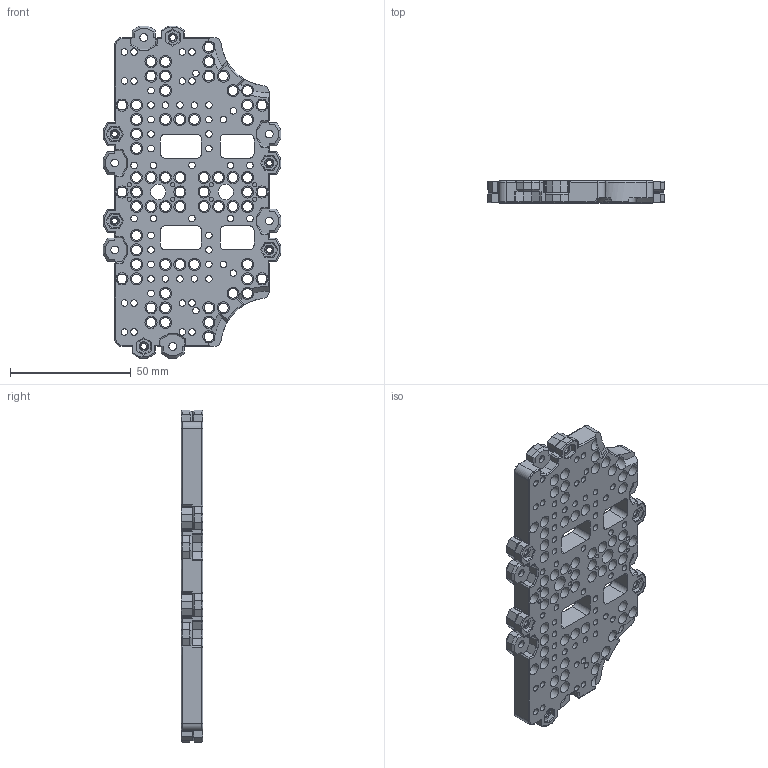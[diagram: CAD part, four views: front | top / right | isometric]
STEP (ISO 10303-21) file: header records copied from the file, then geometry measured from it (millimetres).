
FILE_DESCRIPTION(/* description */ ('STEP AP214'),/* implementation_level */ '2;1');
FILE_NAME(/* name */ '651a526a5eeb3e278119bf34',/* time_stamp */ '2023-10-02T05:17:33Z',/* author */ (''),/* organization */ (''),/* preprocessor_version */ 'ST-DEVELOPER v19.4',/* originating_system */ ' ',/* authorisation */ ' ');
FILE_SCHEMA (('AUTOMOTIVE_DESIGN {1 0 10303 214 3 1 1}'));
Length unit declared in the file: metre
Products named in the file (1): P-BP-A001_3D
Bounding box: 73.55 x 9 x 137.55 mm (x, y, z)
Volume: 46874.5 mm3; surface area: 33419.3 mm2
Topology: 1 solids, 1 shells, 1459 faces, 3869 edges, 2419 vertices
Faces by surface type: plane 831, cylinder 422, cone 194, torus 12
Full cylindrical faces by diameter (mm): 1.7 x8, 2.4 x6, 2.7 x56, 3.2 x12, 4 x72, 5 x66, 6.4 x2
Entity records: 43216 total; most frequent: CARTESIAN_POINT 9563, ORIENTED_EDGE 6790, DIRECTION 6578, EDGE_CURVE 3395, AXIS2_PLACEMENT_3D 2366, VERTEX_POINT 2243, EDGE_LOOP 2044, FACE_BOUND 2044
